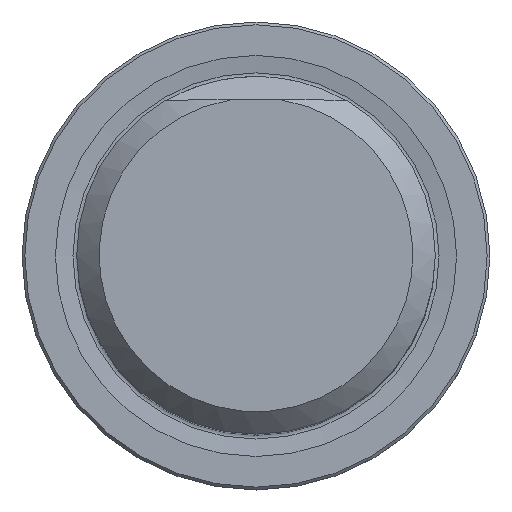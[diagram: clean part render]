
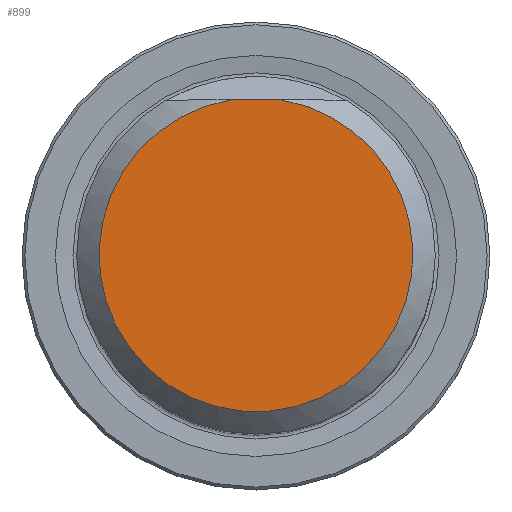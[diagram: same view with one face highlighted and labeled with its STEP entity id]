
A CAD part, top view. The second image highlights one B-rep face of the part: STEP entity #899.
In plain terms, the highlighted planar face has unit normal (0, 0, 1).
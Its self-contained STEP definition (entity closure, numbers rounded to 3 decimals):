
#736=CIRCLE('',#5820,13.996);
#899=ADVANCED_FACE('',(#1325),#1197,.T.);
#1197=PLANE('',#5821);
#1325=FACE_OUTER_BOUND('',#1620,.T.);
#1620=EDGE_LOOP('',(#2124,#2125));
#2124=ORIENTED_EDGE('',*,*,#4360,.F.);
#2125=ORIENTED_EDGE('',*,*,#4361,.T.);
#3765=VERTEX_POINT('',#8667);
#3766=VERTEX_POINT('',#8668);
#4360=EDGE_CURVE('',#3765,#3766,#5100,.T.);
#4361=EDGE_CURVE('',#3765,#3766,#736,.T.);
#5100=LINE('',#8666,#5442);
#5442=VECTOR('',#6586,1.);
#5820=AXIS2_PLACEMENT_3D('',#8669,#6587,#6588);
#5821=AXIS2_PLACEMENT_3D('',#8670,#6589,#6590);
#6586=DIRECTION('',(1.,0.,0.));
#6587=DIRECTION('',(0.,0.,1.));
#6588=DIRECTION('',(0.,-1.,0.));
#6589=DIRECTION('',(0.,0.,1.));
#6590=DIRECTION('',(0.,-1.,0.));
#8666=CARTESIAN_POINT('',(0.,13.809,60.));
#8667=CARTESIAN_POINT('',(-2.28,13.809,60.));
#8668=CARTESIAN_POINT('',(2.28,13.809,60.));
#8669=CARTESIAN_POINT('',(0.,0.,60.));
#8670=CARTESIAN_POINT('',(0.,0.,60.));
